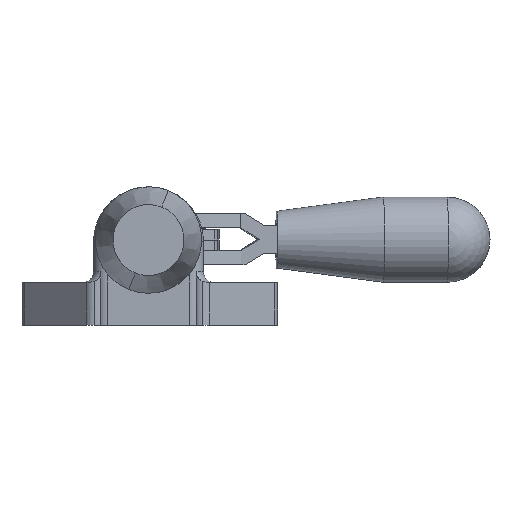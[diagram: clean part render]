
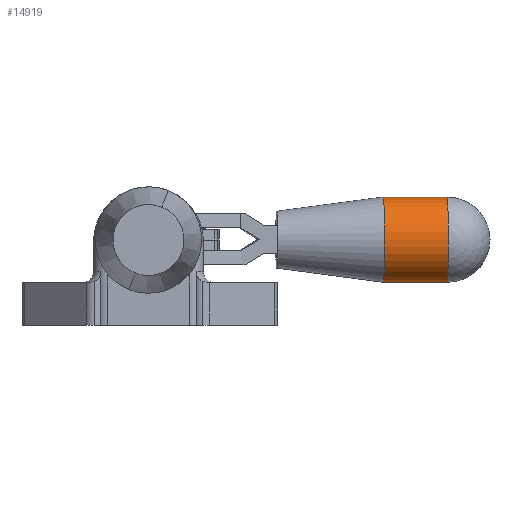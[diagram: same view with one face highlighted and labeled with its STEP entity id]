
A CAD part, left-side view. The second image highlights one B-rep face of the part: STEP entity #14919.
In plain terms, the highlighted cylindrical face has radius 6 mm (diameter 12 mm), a partial arc.
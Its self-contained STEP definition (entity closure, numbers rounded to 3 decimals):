
#200 = DIRECTION ( 'NONE',  ( 0., -1., 0. ) ) ;
#1459 = CARTESIAN_POINT ( 'NONE',  ( 2., 24., 6. ) ) ;
#1593 = EDGE_CURVE ( 'NONE', #16616, #30150, #36005, .T. ) ;
#3585 = ORIENTED_EDGE ( 'NONE', *, *, #19871, .T. ) ;
#4042 = VERTEX_POINT ( 'NONE', #26110 ) ;
#4163 = ORIENTED_EDGE ( 'NONE', *, *, #1593, .T. ) ;
#4300 = ORIENTED_EDGE ( 'NONE', *, *, #24214, .F. ) ;
#4977 = VERTEX_POINT ( 'NONE', #44381 ) ;
#6465 = FACE_OUTER_BOUND ( 'NONE', #12682, .T. ) ;
#12682 = EDGE_LOOP ( 'NONE', ( #4300, #4163, #3585, #22676 ) ) ;
#13244 = CARTESIAN_POINT ( 'NONE',  ( 2., 30., -6. ) ) ;
#13596 = EDGE_CURVE ( 'NONE', #4977, #4042, #17553, .T. ) ;
#14919 = ADVANCED_FACE ( 'NONE', ( #6465 ), #32399, .T. ) ;
#16616 = VERTEX_POINT ( 'NONE', #17807 ) ;
#17553 = CIRCLE ( 'NONE', #36672, 6. ) ;
#17807 = CARTESIAN_POINT ( 'NONE',  ( 2., 24., -6. ) ) ;
#17970 = CARTESIAN_POINT ( 'NONE',  ( 2., 30., 0. ) ) ;
#19871 = EDGE_CURVE ( 'NONE', #30150, #4042, #26890, .T. ) ;
#21229 = CARTESIAN_POINT ( 'NONE',  ( 2., 15., 0. ) ) ;
#22676 = ORIENTED_EDGE ( 'NONE', *, *, #13596, .F. ) ;
#24214 = EDGE_CURVE ( 'NONE', #16616, #4977, #34363, .T. ) ;
#24794 = DIRECTION ( 'NONE',  ( 0., 0., -1. ) ) ;
#24983 = VECTOR ( 'NONE', #34371, 1000. ) ;
#25055 = DIRECTION ( 'NONE',  ( 0., -1., 0. ) ) ;
#26110 = CARTESIAN_POINT ( 'NONE',  ( 2., 15., 6. ) ) ;
#26672 = AXIS2_PLACEMENT_3D ( 'NONE', #17970, #25055, #35880 ) ;
#26890 = LINE ( 'NONE', #31454, #44578 ) ;
#30150 = VERTEX_POINT ( 'NONE', #1459 ) ;
#31454 = CARTESIAN_POINT ( 'NONE',  ( 2., 30., 6. ) ) ;
#32399 = CYLINDRICAL_SURFACE ( 'NONE', #26672, 6. ) ;
#34363 = LINE ( 'NONE', #13244, #24983 ) ;
#34371 = DIRECTION ( 'NONE',  ( 0., -1., 0. ) ) ;
#35880 = DIRECTION ( 'NONE',  ( 0., 0., -1. ) ) ;
#36005 = CIRCLE ( 'NONE', #43061, 6. ) ;
#36672 = AXIS2_PLACEMENT_3D ( 'NONE', #21229, #200, #24794 ) ;
#43061 = AXIS2_PLACEMENT_3D ( 'NONE', #44551, #45138, #45445 ) ;
#44381 = CARTESIAN_POINT ( 'NONE',  ( 2., 15., -6. ) ) ;
#44551 = CARTESIAN_POINT ( 'NONE',  ( 2., 24., 0. ) ) ;
#44578 = VECTOR ( 'NONE', #45493, 1000. ) ;
#45138 = DIRECTION ( 'NONE',  ( 0., -1., 0. ) ) ;
#45445 = DIRECTION ( 'NONE',  ( 0., 0., -1. ) ) ;
#45493 = DIRECTION ( 'NONE',  ( 0., -1., 0. ) ) ;
